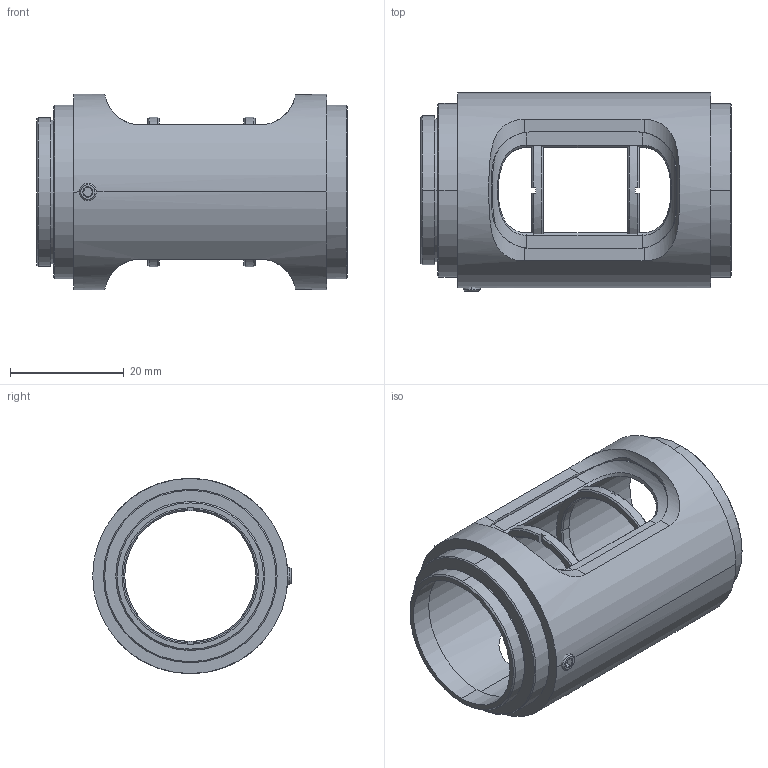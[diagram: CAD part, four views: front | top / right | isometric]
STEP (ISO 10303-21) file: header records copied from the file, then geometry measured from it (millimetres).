
FILE_DESCRIPTION (( 'STEP AP214' ), '1' );
FILE_NAME ('1.7.1.25_ZTC-1-K2.0_SM1标准型2.0英寸侧开口层叠式透镜套筒.STEP', '2021-07-27T08:06:04', ( 'Microsoft' ), ( 'Microsoft' ), 'SwSTEP 2.0', 'SolidWorks 2018', '' );
FILE_SCHEMA (( 'AUTOMOTIVE_DESIGN' ));
Length unit declared in the file: millimetre
Products named in the file (1): 1.7.1.25_ZTC-1-K2.0_SM1标准型2.0英寸侧开口层叠式透镜套筒
Bounding box: 54.6 x 34.9 x 34.3 mm (x, y, z)
Surface area: 15851.4 mm2 (no closed solid volume)
Topology: 0 solids, 6 shells, 128 faces, 344 edges, 220 vertices
Faces by surface type: plane 52, cylinder 42, cone 30, bspline 4
Entity records: 8758 total; most frequent: CARTESIAN_POINT 4177, ORIENTED_EDGE 674, DIRECTION 628, EDGE_CURVE 344, AXIS2_PLACEMENT_3D 235, VERTEX_POINT 220, VECTOR 158, LINE 158
